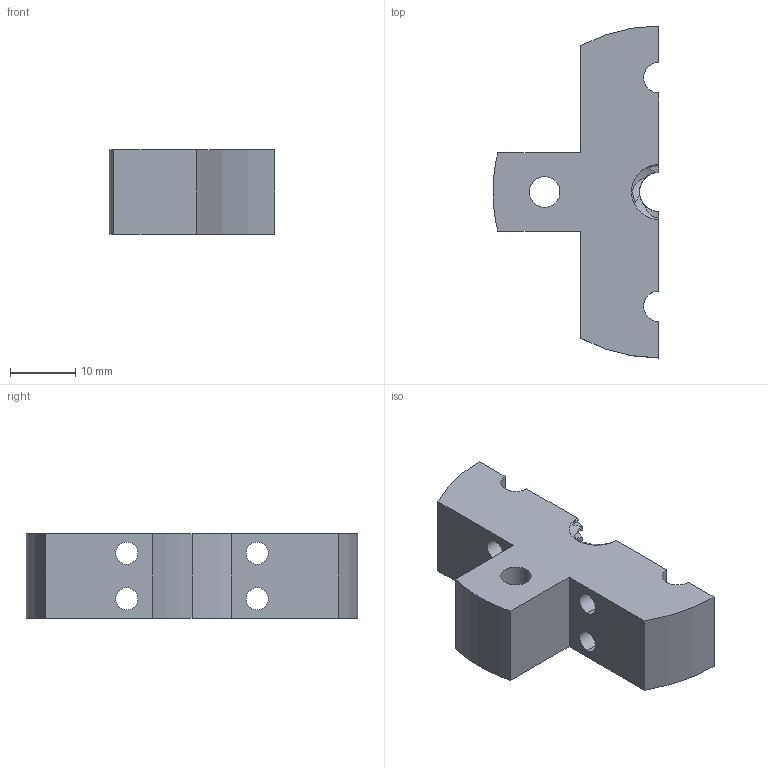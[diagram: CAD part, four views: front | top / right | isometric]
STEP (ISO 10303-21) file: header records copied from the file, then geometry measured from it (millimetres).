
FILE_DESCRIPTION (( 'STEP AP214' ), '1' );
FILE_NAME ('4. Screw Holder 2.STEP', '2024-07-11T21:45:31', ( '' ), ( '' ), 'SwSTEP 2.0', 'SolidWorks 2023', '' );
FILE_SCHEMA (( 'AUTOMOTIVE_DESIGN' ));
Length unit declared in the file: millimetre
Products named in the file (1): 4. Screw Holder 2
Bounding box: 25.4 x 50.8 x 13 mm (x, y, z)
Volume: 8525.6 mm3; surface area: 4136.5 mm2
Topology: 1 solids, 1 shells, 63 faces, 183 edges, 122 vertices
Faces by surface type: bspline 26, cylinder 24, plane 10, cone 3
Entity records: 5947 total; most frequent: CARTESIAN_POINT 4528, ORIENTED_EDGE 366, DIRECTION 210, EDGE_CURVE 183, VERTEX_POINT 122, AXIS2_PLACEMENT_3D 77, EDGE_LOOP 73, FACE_OUTER_BOUND 63
